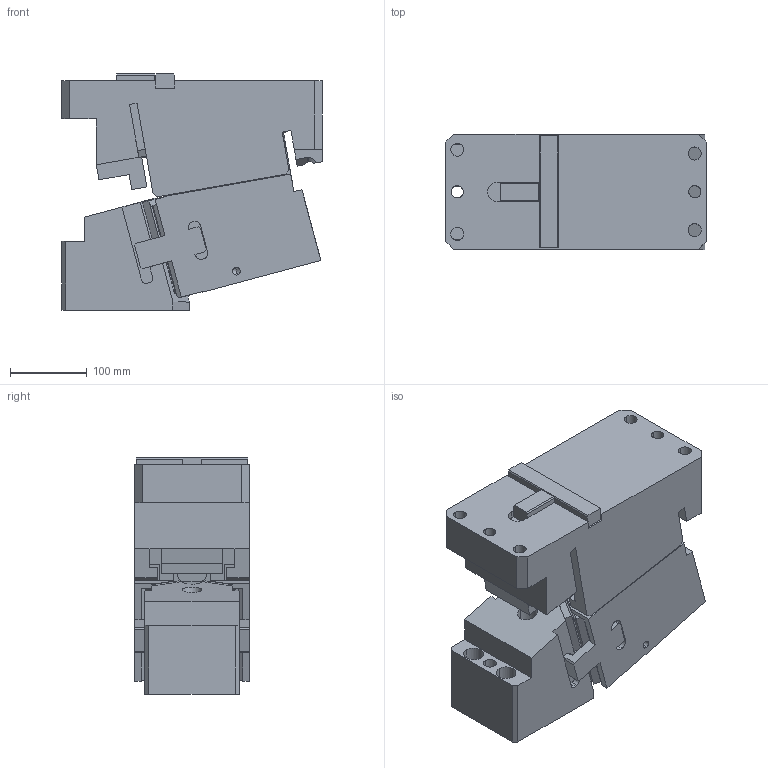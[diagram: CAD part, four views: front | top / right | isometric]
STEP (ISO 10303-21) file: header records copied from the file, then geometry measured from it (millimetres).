
FILE_DESCRIPTION(('CATIA V5 STEP Exchange'),'2;1');
FILE_NAME('CACV_F_150_75.stp','2015-04-27T06:45:30+00:00',('none'),('none'),'CATIA Version 5 Release 19 SP 2 (IN-10)','CATIA V5 STEP AP203','none');
FILE_SCHEMA(('CONFIG_CONTROL_DESIGN'));
Length unit declared in the file: millimetre
Products named in the file (1): CACV_F_150_75
Bounding box: 340 x 150 x 309 mm (x, y, z)
Volume: 10731475.3 mm3; surface area: 676217.9 mm2
Topology: 3 solids, 7 shells, 476 faces, 1301 edges, 845 vertices
Faces by surface type: plane 328, cylinder 136, extrusion 6, cone 6
Entity records: 15882 total; most frequent: CARTESIAN_POINT 4266, ORIENTED_EDGE 2590, DIRECTION 2003, EDGE_CURVE 1295, VECTOR 996, LINE 990, VERTEX_POINT 845, AXIS2_PLACEMENT_3D 576
